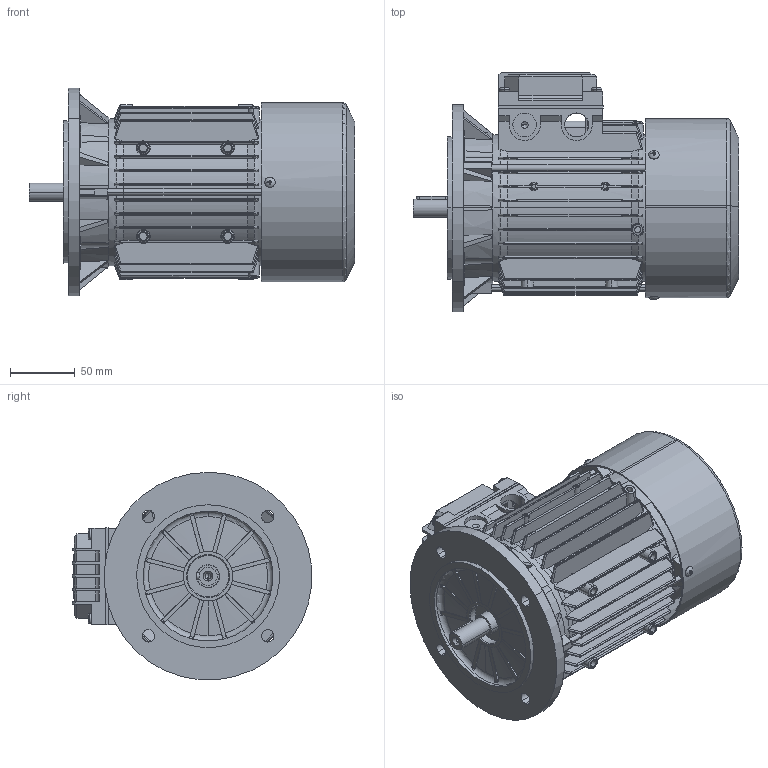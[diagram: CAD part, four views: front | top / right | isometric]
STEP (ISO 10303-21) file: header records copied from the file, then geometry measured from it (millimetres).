
FILE_DESCRIPTION (( 'STEP AP214' ), '1' );
FILE_NAME ('0NUN.STEP', '2024-04-23T21:28:22', ( '' ), ( '' ), 'SwSTEP 2.0', 'SolidWorks 2021', '' );
FILE_SCHEMA (( 'AUTOMOTIVE_DESIGN' ));
Length unit declared in the file: inch
Products named in the file (1): 0NUN
Bounding box: 251 x 184.2 x 159.7 mm (x, y, z)
Volume: 618606.7 mm3; surface area: 447844.4 mm2
Topology: 21 solids, 21 shells, 3305 faces, 9023 edges, 5699 vertices
Faces by surface type: plane 1108, cylinder 1100, bspline 434, cone 334, torus 326, sphere 3
Entity records: 124464 total; most frequent: CARTESIAN_POINT 45096, ORIENTED_EDGE 17746, DIRECTION 15253, EDGE_CURVE 8873, AXIS2_PLACEMENT_3D 5848, VERTEX_POINT 5690, EDGE_LOOP 3601, VECTOR 3557
